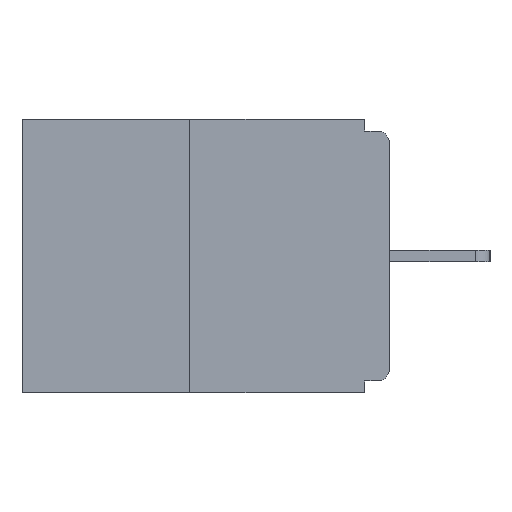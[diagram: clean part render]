
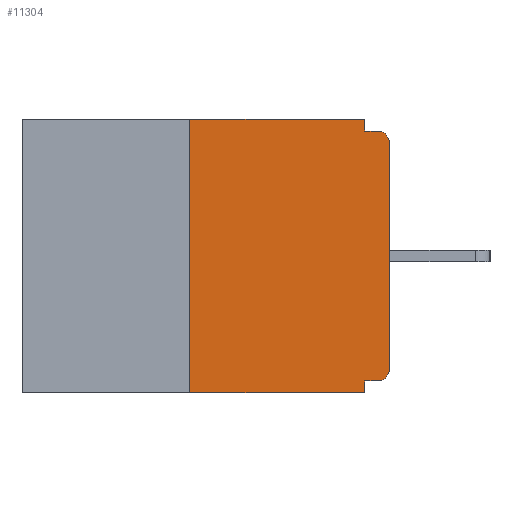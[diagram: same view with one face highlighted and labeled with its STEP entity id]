
A CAD part, left-side view. The second image highlights one B-rep face of the part: STEP entity #11304.
In plain terms, the highlighted planar face has unit normal (-1, 0, 0).
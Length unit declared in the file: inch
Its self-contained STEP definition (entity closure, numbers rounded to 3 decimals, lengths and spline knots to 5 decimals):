
#593 = DIRECTION ( 'NONE',  ( 0., 0., -1. ) ) ;
#902 = ORIENTED_EDGE ( 'NONE', *, *, #7247, .T. ) ;
#1234 = CARTESIAN_POINT ( 'NONE',  ( 0., 0.031, 0. ) ) ;
#1428 = AXIS2_PLACEMENT_3D ( 'NONE', #21959, #22055, #14672 ) ;
#1690 = DIRECTION ( 'NONE',  ( 0., 0., 1. ) ) ;
#2368 = VERTEX_POINT ( 'NONE', #6510 ) ;
#2628 = CARTESIAN_POINT ( 'NONE',  ( 0., 0.015, -0.328 ) ) ;
#2714 = LINE ( 'NONE', #17655, #19076 ) ;
#2743 = ORIENTED_EDGE ( 'NONE', *, *, #20230, .T. ) ;
#2942 = DIRECTION ( 'NONE',  ( -1., 0., 0. ) ) ;
#3348 = CIRCLE ( 'NONE', #1428, 0.015 ) ;
#3485 = AXIS2_PLACEMENT_3D ( 'NONE', #10193, #21110, #593 ) ;
#5417 = EDGE_CURVE ( 'NONE', #9769, #2368, #23476, .T. ) ;
#5616 = EDGE_CURVE ( 'NONE', #5691, #9769, #21529, .T. ) ;
#5691 = VERTEX_POINT ( 'NONE', #12419 ) ;
#5806 = LINE ( 'NONE', #17195, #19529 ) ;
#6510 = CARTESIAN_POINT ( 'NONE',  ( 0., 0.031, -0.015 ) ) ;
#6601 = CARTESIAN_POINT ( 'NONE',  ( 0., 0.015, -0.03 ) ) ;
#7247 = EDGE_CURVE ( 'NONE', #14730, #10493, #3348, .T. ) ;
#7376 = LINE ( 'NONE', #17990, #11144 ) ;
#7750 = EDGE_CURVE ( 'NONE', #14730, #20206, #2714, .T. ) ;
#7910 = ORIENTED_EDGE ( 'NONE', *, *, #5616, .F. ) ;
#7960 = LINE ( 'NONE', #12237, #19665 ) ;
#7995 = LINE ( 'NONE', #13172, #13552 ) ;
#8007 = PLANE ( 'NONE',  #3485 ) ;
#8333 = DIRECTION ( 'NONE',  ( 0., 1., 0. ) ) ;
#9529 = DIRECTION ( 'NONE',  ( 0., -1., 0. ) ) ;
#9769 = VERTEX_POINT ( 'NONE', #18578 ) ;
#9819 = VECTOR ( 'NONE', #11695, 39.37008 ) ;
#10193 = CARTESIAN_POINT ( 'NONE',  ( 0., 0.46, 0. ) ) ;
#10277 = EDGE_CURVE ( 'NONE', #20191, #5691, #7960, .T. ) ;
#10493 = VERTEX_POINT ( 'NONE', #15747 ) ;
#10869 = EDGE_CURVE ( 'NONE', #2368, #13259, #18444, .T. ) ;
#11144 = VECTOR ( 'NONE', #1690, 39.37008 ) ;
#11268 = ORIENTED_EDGE ( 'NONE', *, *, #18459, .T. ) ;
#11304 = ADVANCED_FACE ( 'NONE', ( #20530 ), #8007, .F. ) ;
#11442 = VECTOR ( 'NONE', #19932, 39.37008 ) ;
#11695 = DIRECTION ( 'NONE',  ( 0., -1., 0. ) ) ;
#12237 = CARTESIAN_POINT ( 'NONE',  ( 0., 0.25, 0. ) ) ;
#12418 = EDGE_CURVE ( 'NONE', #20564, #13259, #16921, .T. ) ;
#12419 = CARTESIAN_POINT ( 'NONE',  ( 0., 0.25, 0. ) ) ;
#13172 = CARTESIAN_POINT ( 'NONE',  ( 0., 0.46, -0.343 ) ) ;
#13259 = VERTEX_POINT ( 'NONE', #16574 ) ;
#13540 = ORIENTED_EDGE ( 'NONE', *, *, #10277, .F. ) ;
#13552 = VECTOR ( 'NONE', #18820, 39.37008 ) ;
#14135 = DIRECTION ( 'NONE',  ( 0., 0., 1. ) ) ;
#14672 = DIRECTION ( 'NONE',  ( 0., 0., -1. ) ) ;
#14730 = VERTEX_POINT ( 'NONE', #2628 ) ;
#14836 = CARTESIAN_POINT ( 'NONE',  ( 0., 0.031, -0.343 ) ) ;
#15303 = AXIS2_PLACEMENT_3D ( 'NONE', #6601, #2942, #21414 ) ;
#15656 = EDGE_CURVE ( 'NONE', #20206, #18452, #5806, .T. ) ;
#15747 = CARTESIAN_POINT ( 'NONE',  ( 0., 0., -0.313 ) ) ;
#16574 = CARTESIAN_POINT ( 'NONE',  ( 0., 0.015, -0.015 ) ) ;
#16921 = CIRCLE ( 'NONE', #15303, 0.015 ) ;
#17195 = CARTESIAN_POINT ( 'NONE',  ( 0., 0.031, -0.343 ) ) ;
#17260 = VECTOR ( 'NONE', #9529, 39.37008 ) ;
#17655 = CARTESIAN_POINT ( 'NONE',  ( 0., 0., -0.328 ) ) ;
#17990 = CARTESIAN_POINT ( 'NONE',  ( 0., 0., 0. ) ) ;
#18444 = LINE ( 'NONE', #20766, #17260 ) ;
#18452 = VERTEX_POINT ( 'NONE', #14836 ) ;
#18459 = EDGE_CURVE ( 'NONE', #20191, #18452, #7995, .T. ) ;
#18578 = CARTESIAN_POINT ( 'NONE',  ( 0., 0.031, 0. ) ) ;
#18820 = DIRECTION ( 'NONE',  ( 0., -1., 0. ) ) ;
#18930 = DIRECTION ( 'NONE',  ( 0., 0., -1. ) ) ;
#19076 = VECTOR ( 'NONE', #8333, 39.37008 ) ;
#19468 = CARTESIAN_POINT ( 'NONE',  ( 0., 0.46, 0. ) ) ;
#19504 = ORIENTED_EDGE ( 'NONE', *, *, #7750, .F. ) ;
#19529 = VECTOR ( 'NONE', #18930, 39.37008 ) ;
#19665 = VECTOR ( 'NONE', #14135, 39.37008 ) ;
#19734 = CARTESIAN_POINT ( 'NONE',  ( 0., 0.031, -0.328 ) ) ;
#19932 = DIRECTION ( 'NONE',  ( 0., 0., -1. ) ) ;
#19984 = ORIENTED_EDGE ( 'NONE', *, *, #5417, .F. ) ;
#20191 = VERTEX_POINT ( 'NONE', #21868 ) ;
#20206 = VERTEX_POINT ( 'NONE', #19734 ) ;
#20230 = EDGE_CURVE ( 'NONE', #10493, #20564, #7376, .T. ) ;
#20530 = FACE_OUTER_BOUND ( 'NONE', #22705, .T. ) ;
#20564 = VERTEX_POINT ( 'NONE', #23384 ) ;
#20766 = CARTESIAN_POINT ( 'NONE',  ( 0., 0., -0.015 ) ) ;
#21110 = DIRECTION ( 'NONE',  ( 1., 0., 0. ) ) ;
#21414 = DIRECTION ( 'NONE',  ( 0., 0., -1. ) ) ;
#21441 = ORIENTED_EDGE ( 'NONE', *, *, #15656, .F. ) ;
#21529 = LINE ( 'NONE', #19468, #9819 ) ;
#21868 = CARTESIAN_POINT ( 'NONE',  ( 0., 0.25, -0.343 ) ) ;
#21959 = CARTESIAN_POINT ( 'NONE',  ( 0., 0.015, -0.313 ) ) ;
#22055 = DIRECTION ( 'NONE',  ( -1., 0., 0. ) ) ;
#22606 = ORIENTED_EDGE ( 'NONE', *, *, #12418, .T. ) ;
#22705 = EDGE_LOOP ( 'NONE', ( #7910, #13540, #11268, #21441, #19504, #902, #2743, #22606, #23038, #19984 ) ) ;
#23038 = ORIENTED_EDGE ( 'NONE', *, *, #10869, .F. ) ;
#23384 = CARTESIAN_POINT ( 'NONE',  ( 0., 0., -0.03 ) ) ;
#23476 = LINE ( 'NONE', #1234, #11442 ) ;
